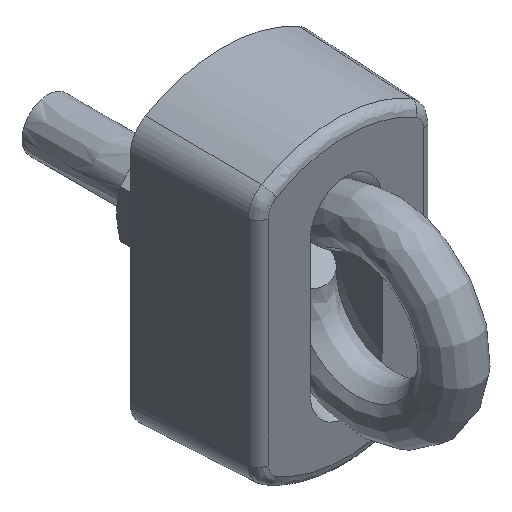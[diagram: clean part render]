
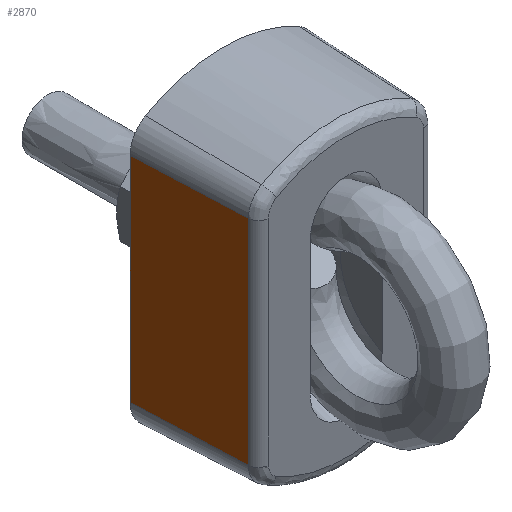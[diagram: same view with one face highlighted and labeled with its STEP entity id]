
A CAD part, isometric view. The second image highlights one B-rep face of the part: STEP entity #2870.
In plain terms, the highlighted free-form (B-spline) face has degree [1, 1] with [2, 2] control points.
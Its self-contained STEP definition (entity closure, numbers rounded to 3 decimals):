
#2456=CARTESIAN_POINT('',(10.392,-8.54,-3.958));
#2457=VERTEX_POINT('',#2456);
#2581=CARTESIAN_POINT('',(-10.392,-8.54,-3.958));
#2582=VERTEX_POINT('',#2581);
#2596=CARTESIAN_POINT('',(10.392,-8.54,-3.958));
#2597=CARTESIAN_POINT('',(-10.392,-8.54,-3.958));
#2598=QUASI_UNIFORM_CURVE('',1,(#2596,#2597),.UNSPECIFIED.,.F.,.U.);
#2599=EDGE_CURVE('',#2457,#2582,#2598,.T.);
#2702=CARTESIAN_POINT('',(10.392,-9.,-15.0));
#2703=VERTEX_POINT('',#2702);
#2717=CARTESIAN_POINT('',(-10.392,-9.,-15.0));
#2718=VERTEX_POINT('',#2717);
#2719=CARTESIAN_POINT('',(-10.392,-9.,-15.0));
#2720=CARTESIAN_POINT('',(10.392,-9.,-15.0));
#2721=QUASI_UNIFORM_CURVE('',1,(#2719,#2720),.UNSPECIFIED.,.F.,.U.);
#2722=EDGE_CURVE('',#2718,#2703,#2721,.T.);
#2846=CARTESIAN_POINT('',(10.392,-9.,-15.0));
#2847=CARTESIAN_POINT('',(10.392,-8.54,-3.958));
#2848=QUASI_UNIFORM_CURVE('',1,(#2846,#2847),.UNSPECIFIED.,.F.,.U.);
#2849=EDGE_CURVE('',#2703,#2457,#2848,.T.);
#2855=CARTESIAN_POINT('',(-11.43,-8.517,-3.407));
#2856=CARTESIAN_POINT('',(-11.43,-9.023,-15.552));
#2857=CARTESIAN_POINT('',(11.43,-8.517,-3.407));
#2858=CARTESIAN_POINT('',(11.43,-9.023,-15.552));
#2859=B_SPLINE_SURFACE_WITH_KNOTS('',1,1,((#2855,#2857),(#2856,#2858)),.UNSPECIFIED.,.F.,.F.,.U.,(2,2),(2,2),(0.0,12.155),(0.0,22.861),.UNSPECIFIED.);
#2860=ORIENTED_EDGE('',*,*,#2849,.T.);
#2861=ORIENTED_EDGE('',*,*,#2599,.T.);
#2862=CARTESIAN_POINT('',(-10.392,-9.,-15.0));
#2863=CARTESIAN_POINT('',(-10.392,-8.54,-3.958));
#2864=QUASI_UNIFORM_CURVE('',1,(#2862,#2863),.UNSPECIFIED.,.F.,.U.);
#2865=EDGE_CURVE('',#2718,#2582,#2864,.T.);
#2866=ORIENTED_EDGE('',*,*,#2865,.F.);
#2867=ORIENTED_EDGE('',*,*,#2722,.T.);
#2868=EDGE_LOOP('',(#2860,#2861,#2866,#2867));
#2869=FACE_OUTER_BOUND('',#2868,.T.);
#2870=ADVANCED_FACE('',(#2869),#2859,.T.);
